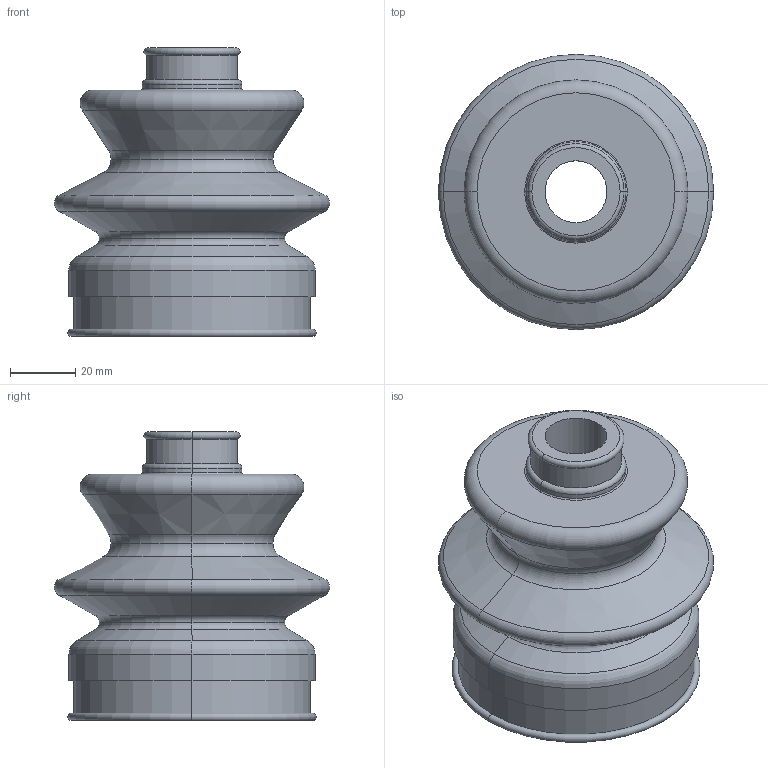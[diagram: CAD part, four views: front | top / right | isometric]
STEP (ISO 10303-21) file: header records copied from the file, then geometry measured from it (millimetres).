
FILE_DESCRIPTION (( 'STEP AP203' ), '1' );
FILE_NAME ('615-3 Triangular Boot.STEP', '2013-12-18T21:29:56', ( 'Dan''s Work CPU' ), ( '' ), 'SwSTEP 2.0', 'SolidWorks 2012', '' );
FILE_SCHEMA (( 'CONFIG_CONTROL_DESIGN' ));
Length unit declared in the file: inch
Products named in the file (1): 615-3 Triangular Boot
Bounding box: 84.5 x 84.5 x 88.49 mm (x, y, z)
Volume: 101212.5 mm3; surface area: 47796.7 mm2
Topology: 1 solids, 1 shells, 82 faces, 177 edges, 100 vertices
Faces by surface type: torus 38, cylinder 16, cone 14, plane 14
Entity records: 2318 total; most frequent: DIRECTION 469, CARTESIAN_POINT 360, ORIENTED_EDGE 354, AXIS2_PLACEMENT_3D 209, EDGE_CURVE 177, CIRCLE 126, VERTEX_POINT 100, EDGE_LOOP 87
